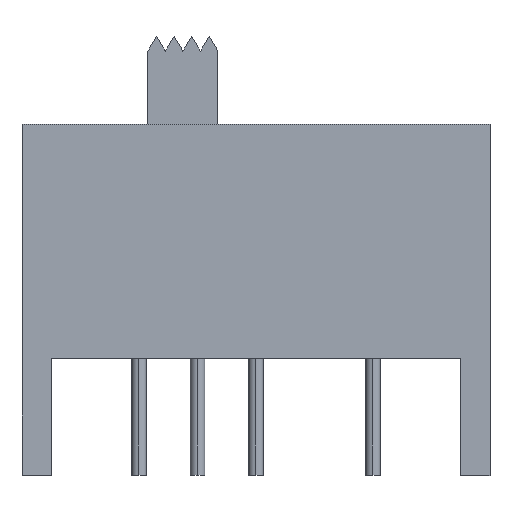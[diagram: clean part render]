
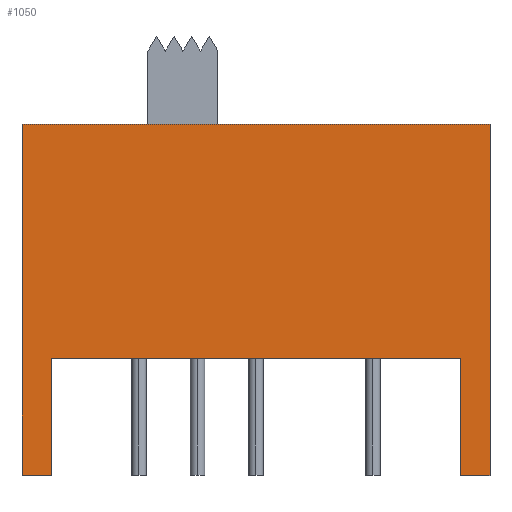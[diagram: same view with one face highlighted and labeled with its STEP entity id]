
A CAD part, top view. The second image highlights one B-rep face of the part: STEP entity #1050.
In plain terms, the highlighted planar face has unit normal (0, 0, 1).
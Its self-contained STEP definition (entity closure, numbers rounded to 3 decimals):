
#29 = ORIENTED_EDGE ( 'NONE', *, *, #731, .T. ) ;
#34 = EDGE_CURVE ( 'NONE', #817, #1950, #1386, .T. ) ;
#63 = LINE ( 'NONE', #2062, #725 ) ;
#114 = ORIENTED_EDGE ( 'NONE', *, *, #623, .F. ) ;
#122 = ORIENTED_EDGE ( 'NONE', *, *, #34, .F. ) ;
#129 = VECTOR ( 'NONE', #1802, 1000. ) ;
#148 = CARTESIAN_POINT ( 'NONE',  ( -7., -4., 3.25 ) ) ;
#174 = CARTESIAN_POINT ( 'NONE',  ( 7., -4., 3.25 ) ) ;
#247 = CARTESIAN_POINT ( 'NONE',  ( -7., 0., 3.25 ) ) ;
#312 = EDGE_CURVE ( 'NONE', #1950, #1915, #995, .T. ) ;
#314 = VERTEX_POINT ( 'NONE', #2148 ) ;
#327 = CARTESIAN_POINT ( 'NONE',  ( 8., 8., 3.25 ) ) ;
#335 = VECTOR ( 'NONE', #652, 1000. ) ;
#369 = CARTESIAN_POINT ( 'NONE',  ( 8., 8., 3.25 ) ) ;
#400 = ORIENTED_EDGE ( 'NONE', *, *, #610, .T. ) ;
#500 = CARTESIAN_POINT ( 'NONE',  ( 8., 8., 3.25 ) ) ;
#586 = DIRECTION ( 'NONE',  ( -1., 0., 0. ) ) ;
#610 = EDGE_CURVE ( 'NONE', #617, #1915, #2098, .T. ) ;
#617 = VERTEX_POINT ( 'NONE', #247 ) ;
#623 = EDGE_CURVE ( 'NONE', #1600, #1351, #2086, .T. ) ;
#652 = DIRECTION ( 'NONE',  ( 0., 1., 0. ) ) ;
#725 = VECTOR ( 'NONE', #1234, 1000. ) ;
#728 = CARTESIAN_POINT ( 'NONE',  ( 8., 8., 3.25 ) ) ;
#731 = EDGE_CURVE ( 'NONE', #314, #1351, #1990, .T. ) ;
#769 = VECTOR ( 'NONE', #1105, 1000. ) ;
#817 = VERTEX_POINT ( 'NONE', #1888 ) ;
#995 = LINE ( 'NONE', #1522, #335 ) ;
#1050 = ADVANCED_FACE ( 'NONE', ( #1103 ), #1764, .F. ) ;
#1098 = DIRECTION ( 'NONE',  ( 0., -1., 0. ) ) ;
#1103 = FACE_OUTER_BOUND ( 'NONE', #1388, .T. ) ;
#1105 = DIRECTION ( 'NONE',  ( 1., 0., 0. ) ) ;
#1110 = ORIENTED_EDGE ( 'NONE', *, *, #1341, .T. ) ;
#1115 = EDGE_CURVE ( 'NONE', #314, #1236, #1327, .T. ) ;
#1216 = CARTESIAN_POINT ( 'NONE',  ( 7., 0., 3.25 ) ) ;
#1217 = CARTESIAN_POINT ( 'NONE',  ( 8., -4., 3.25 ) ) ;
#1225 = DIRECTION ( 'NONE',  ( -1., 0., 0. ) ) ;
#1234 = DIRECTION ( 'NONE',  ( 0., 1., 0. ) ) ;
#1236 = VERTEX_POINT ( 'NONE', #500 ) ;
#1327 = LINE ( 'NONE', #327, #129 ) ;
#1336 = AXIS2_PLACEMENT_3D ( 'NONE', #728, #1413, #1746 ) ;
#1341 = EDGE_CURVE ( 'NONE', #1600, #617, #63, .T. ) ;
#1351 = VERTEX_POINT ( 'NONE', #1894 ) ;
#1386 = LINE ( 'NONE', #1217, #1394 ) ;
#1388 = EDGE_LOOP ( 'NONE', ( #29, #114, #1110, #400, #1937, #122, #1772, #2106 ) ) ;
#1394 = VECTOR ( 'NONE', #1225, 1000. ) ;
#1413 = DIRECTION ( 'NONE',  ( 0., 0., -1. ) ) ;
#1464 = CARTESIAN_POINT ( 'NONE',  ( -8., -4., 3.25 ) ) ;
#1507 = VECTOR ( 'NONE', #1098, 1000. ) ;
#1522 = CARTESIAN_POINT ( 'NONE',  ( 7., -4., 3.25 ) ) ;
#1548 = VECTOR ( 'NONE', #1849, 1000. ) ;
#1600 = VERTEX_POINT ( 'NONE', #148 ) ;
#1652 = CARTESIAN_POINT ( 'NONE',  ( -8., 8., 3.25 ) ) ;
#1746 = DIRECTION ( 'NONE',  ( -1., 0., 0. ) ) ;
#1748 = CARTESIAN_POINT ( 'NONE',  ( 8., 0., 3.25 ) ) ;
#1764 = PLANE ( 'NONE',  #1336 ) ;
#1770 = EDGE_CURVE ( 'NONE', #1236, #817, #1873, .T. ) ;
#1772 = ORIENTED_EDGE ( 'NONE', *, *, #1770, .F. ) ;
#1802 = DIRECTION ( 'NONE',  ( 1., 0., 0. ) ) ;
#1849 = DIRECTION ( 'NONE',  ( 0., -1., 0. ) ) ;
#1873 = LINE ( 'NONE', #369, #1507 ) ;
#1888 = CARTESIAN_POINT ( 'NONE',  ( 8., -4., 3.25 ) ) ;
#1894 = CARTESIAN_POINT ( 'NONE',  ( -8., -4., 3.25 ) ) ;
#1895 = VECTOR ( 'NONE', #586, 1000. ) ;
#1915 = VERTEX_POINT ( 'NONE', #1216 ) ;
#1937 = ORIENTED_EDGE ( 'NONE', *, *, #312, .F. ) ;
#1950 = VERTEX_POINT ( 'NONE', #174 ) ;
#1990 = LINE ( 'NONE', #1652, #1548 ) ;
#2062 = CARTESIAN_POINT ( 'NONE',  ( -7., -4., 3.25 ) ) ;
#2086 = LINE ( 'NONE', #1464, #1895 ) ;
#2098 = LINE ( 'NONE', #1748, #769 ) ;
#2106 = ORIENTED_EDGE ( 'NONE', *, *, #1115, .F. ) ;
#2148 = CARTESIAN_POINT ( 'NONE',  ( -8., 8., 3.25 ) ) ;
